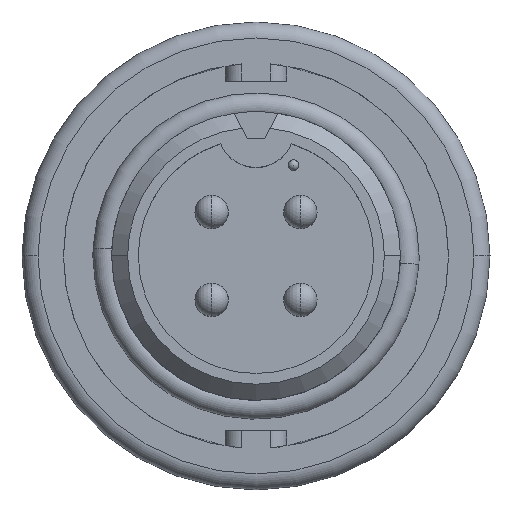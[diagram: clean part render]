
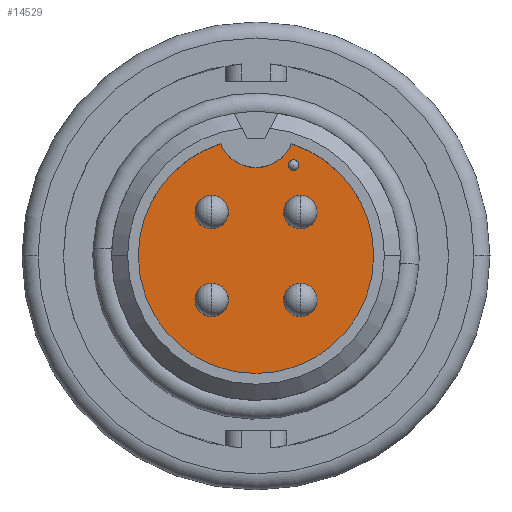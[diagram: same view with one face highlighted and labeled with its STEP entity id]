
A CAD part, top view. The second image highlights one B-rep face of the part: STEP entity #14529.
In plain terms, the highlighted planar face has unit normal (0, 0, 1).
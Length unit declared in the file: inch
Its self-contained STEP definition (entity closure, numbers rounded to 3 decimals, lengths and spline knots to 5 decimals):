
#303 = CIRCLE ( 'NONE', #14448, 0.03125 ) ;
#369 = DIRECTION ( 'NONE',  ( 1., 0., 0. ) ) ;
#475 = ORIENTED_EDGE ( 'NONE', *, *, #14816, .F. ) ;
#635 = AXIS2_PLACEMENT_3D ( 'NONE', #4278, #2071, #13251 ) ;
#788 = VERTEX_POINT ( 'NONE', #10969 ) ;
#976 = AXIS2_PLACEMENT_3D ( 'NONE', #2090, #9806, #369 ) ;
#1034 = CARTESIAN_POINT ( 'NONE',  ( -0.11425, -0.082, -0.274 ) ) ;
#1331 = EDGE_CURVE ( 'NONE', #16146, #4705, #11532, .T. ) ;
#1608 = EDGE_CURVE ( 'NONE', #21739, #17723, #15050, .T. ) ;
#1696 = VERTEX_POINT ( 'NONE', #12647 ) ;
#2071 = DIRECTION ( 'NONE',  ( 0., 0., 1. ) ) ;
#2090 = CARTESIAN_POINT ( 'NONE',  ( 0.083, -0.082, -0.274 ) ) ;
#2486 = DIRECTION ( 'NONE',  ( 0., 0., 1. ) ) ;
#2811 = CARTESIAN_POINT ( 'NONE',  ( 0., 0., -0.274 ) ) ;
#2842 = DIRECTION ( 'NONE',  ( 1., 0., 0. ) ) ;
#2971 = CARTESIAN_POINT ( 'NONE',  ( -0.083, 0.082, -0.274 ) ) ;
#2983 = AXIS2_PLACEMENT_3D ( 'NONE', #12166, #17822, #2842 ) ;
#3215 = DIRECTION ( 'NONE',  ( 0., 0., 1. ) ) ;
#3463 = EDGE_CURVE ( 'NONE', #4705, #16146, #3907, .T. ) ;
#3608 = DIRECTION ( 'NONE',  ( 1., 0., 0. ) ) ;
#3907 = CIRCLE ( 'NONE', #7033, 0.03125 ) ;
#4094 = CARTESIAN_POINT ( 'NONE',  ( 0.07, 0.17, -0.274 ) ) ;
#4124 = AXIS2_PLACEMENT_3D ( 'NONE', #4094, #9725, #7881 ) ;
#4278 = CARTESIAN_POINT ( 'NONE',  ( 0., 0., -0.274 ) ) ;
#4281 = DIRECTION ( 'NONE',  ( 0., 0., -1. ) ) ;
#4512 = ORIENTED_EDGE ( 'NONE', *, *, #3463, .F. ) ;
#4527 = CIRCLE ( 'NONE', #4124, 0.01 ) ;
#4535 = FACE_BOUND ( 'NONE', #16637, .T. ) ;
#4659 = FACE_BOUND ( 'NONE', #13345, .T. ) ;
#4705 = VERTEX_POINT ( 'NONE', #6055 ) ;
#5088 = VERTEX_POINT ( 'NONE', #1034 ) ;
#5267 = DIRECTION ( 'NONE',  ( 0., 0., 1. ) ) ;
#5391 = CARTESIAN_POINT ( 'NONE',  ( 0., 0., -0.274 ) ) ;
#5501 = EDGE_CURVE ( 'NONE', #21739, #23461, #12846, .T. ) ;
#5875 = ORIENTED_EDGE ( 'NONE', *, *, #21427, .F. ) ;
#5888 = DIRECTION ( 'NONE',  ( -1., 0., 0. ) ) ;
#5935 = AXIS2_PLACEMENT_3D ( 'NONE', #10600, #17987, #12457 ) ;
#6055 = CARTESIAN_POINT ( 'NONE',  ( 0.05175, -0.082, -0.274 ) ) ;
#6352 = DIRECTION ( 'NONE',  ( -1., 0., 0. ) ) ;
#6529 = AXIS2_PLACEMENT_3D ( 'NONE', #2971, #2486, #21503 ) ;
#6715 = CIRCLE ( 'NONE', #23977, 0.03125 ) ;
#6737 = EDGE_CURVE ( 'NONE', #9973, #18013, #303, .T. ) ;
#6738 = CARTESIAN_POINT ( 'NONE',  ( 0., 0., -0.274 ) ) ;
#6868 = CIRCLE ( 'NONE', #635, 0.22 ) ;
#6873 = CARTESIAN_POINT ( 'NONE',  ( 0.083, 0.082, -0.274 ) ) ;
#7033 = AXIS2_PLACEMENT_3D ( 'NONE', #23776, #20224, #10527 ) ;
#7117 = ORIENTED_EDGE ( 'NONE', *, *, #21463, .F. ) ;
#7139 = EDGE_LOOP ( 'NONE', ( #8147, #17983 ) ) ;
#7234 = EDGE_CURVE ( 'NONE', #18013, #9973, #7685, .T. ) ;
#7685 = CIRCLE ( 'NONE', #6529, 0.03125 ) ;
#7881 = DIRECTION ( 'NONE',  ( -1., 0., 0. ) ) ;
#8147 = ORIENTED_EDGE ( 'NONE', *, *, #14194, .F. ) ;
#8172 = ORIENTED_EDGE ( 'NONE', *, *, #1331, .F. ) ;
#8195 = FACE_OUTER_BOUND ( 'NONE', #11404, .T. ) ;
#8390 = DIRECTION ( 'NONE',  ( 1., 0., 0. ) ) ;
#8470 = DIRECTION ( 'NONE',  ( 1., 0., 0. ) ) ;
#8814 = DIRECTION ( 'NONE',  ( 0., 0., 1. ) ) ;
#8950 = VERTEX_POINT ( 'NONE', #17558 ) ;
#9661 = ORIENTED_EDGE ( 'NONE', *, *, #15715, .T. ) ;
#9725 = DIRECTION ( 'NONE',  ( 0., 0., 1. ) ) ;
#9806 = DIRECTION ( 'NONE',  ( 0., 0., 1. ) ) ;
#9885 = CIRCLE ( 'NONE', #12255, 0.22 ) ;
#9973 = VERTEX_POINT ( 'NONE', #16946 ) ;
#10095 = ORIENTED_EDGE ( 'NONE', *, *, #6737, .F. ) ;
#10239 = DIRECTION ( 'NONE',  ( 0., 0., 1. ) ) ;
#10384 = VERTEX_POINT ( 'NONE', #10427 ) ;
#10427 = CARTESIAN_POINT ( 'NONE',  ( 0.22, 0., -0.274 ) ) ;
#10527 = DIRECTION ( 'NONE',  ( 1., 0., 0. ) ) ;
#10556 = DIRECTION ( 'NONE',  ( 0., 0., 1. ) ) ;
#10600 = CARTESIAN_POINT ( 'NONE',  ( 0.07, 0.17, -0.274 ) ) ;
#10969 = CARTESIAN_POINT ( 'NONE',  ( 0.06, 0.17, -0.274 ) ) ;
#11327 = CARTESIAN_POINT ( 'NONE',  ( -0.22, 0., -0.274 ) ) ;
#11404 = EDGE_LOOP ( 'NONE', ( #18637, #9661, #19667, #13141 ) ) ;
#11532 = CIRCLE ( 'NONE', #976, 0.03125 ) ;
#11767 = PLANE ( 'NONE',  #18883 ) ;
#12018 = FACE_BOUND ( 'NONE', #20645, .T. ) ;
#12166 = CARTESIAN_POINT ( 'NONE',  ( -0.083, -0.082, -0.274 ) ) ;
#12206 = VERTEX_POINT ( 'NONE', #14243 ) ;
#12255 = AXIS2_PLACEMENT_3D ( 'NONE', #5391, #5267, #12517 ) ;
#12457 = DIRECTION ( 'NONE',  ( -1., 0., 0. ) ) ;
#12517 = DIRECTION ( 'NONE',  ( 1., 0., 0. ) ) ;
#12647 = CARTESIAN_POINT ( 'NONE',  ( -0.05175, -0.082, -0.274 ) ) ;
#12783 = CIRCLE ( 'NONE', #15125, 0.03125 ) ;
#12846 = CIRCLE ( 'NONE', #19499, 0.072 ) ;
#12936 = DIRECTION ( 'NONE',  ( 0., 0., 1. ) ) ;
#13141 = ORIENTED_EDGE ( 'NONE', *, *, #5501, .F. ) ;
#13251 = DIRECTION ( 'NONE',  ( 1., 0., 0. ) ) ;
#13345 = EDGE_LOOP ( 'NONE', ( #16474, #10095 ) ) ;
#14194 = EDGE_CURVE ( 'NONE', #8950, #12206, #16920, .T. ) ;
#14243 = CARTESIAN_POINT ( 'NONE',  ( 0.05175, 0.082, -0.274 ) ) ;
#14259 = DIRECTION ( 'NONE',  ( 1., 0., 0. ) ) ;
#14406 = DIRECTION ( 'NONE',  ( 1., 0., 0. ) ) ;
#14409 = EDGE_CURVE ( 'NONE', #12206, #8950, #6715, .T. ) ;
#14448 = AXIS2_PLACEMENT_3D ( 'NONE', #23495, #10239, #8390 ) ;
#14529 = ADVANCED_FACE ( 'NONE', ( #8195, #4535, #15703, #23183, #12018, #4659 ), #11767, .F. ) ;
#14816 = EDGE_CURVE ( 'NONE', #788, #18281, #23996, .T. ) ;
#15050 = CIRCLE ( 'NONE', #22471, 0.22 ) ;
#15125 = AXIS2_PLACEMENT_3D ( 'NONE', #23338, #10556, #8470 ) ;
#15365 = CARTESIAN_POINT ( 'NONE',  ( 0., 0.23731, -0.274 ) ) ;
#15374 = CARTESIAN_POINT ( 'NONE',  ( 0.0665, 0.20971, -0.274 ) ) ;
#15703 = FACE_BOUND ( 'NONE', #17746, .T. ) ;
#15715 = EDGE_CURVE ( 'NONE', #17723, #10384, #9885, .T. ) ;
#16146 = VERTEX_POINT ( 'NONE', #18447 ) ;
#16474 = ORIENTED_EDGE ( 'NONE', *, *, #7234, .F. ) ;
#16637 = EDGE_LOOP ( 'NONE', ( #475, #19592 ) ) ;
#16920 = CIRCLE ( 'NONE', #21234, 0.03125 ) ;
#16946 = CARTESIAN_POINT ( 'NONE',  ( -0.11425, 0.082, -0.274 ) ) ;
#17043 = CARTESIAN_POINT ( 'NONE',  ( 0.08, 0.17, -0.274 ) ) ;
#17558 = CARTESIAN_POINT ( 'NONE',  ( 0.11425, 0.082, -0.274 ) ) ;
#17723 = VERTEX_POINT ( 'NONE', #11327 ) ;
#17746 = EDGE_LOOP ( 'NONE', ( #7117, #5875 ) ) ;
#17822 = DIRECTION ( 'NONE',  ( 0., 0., 1. ) ) ;
#17983 = ORIENTED_EDGE ( 'NONE', *, *, #14409, .F. ) ;
#17987 = DIRECTION ( 'NONE',  ( 0., 0., 1. ) ) ;
#18013 = VERTEX_POINT ( 'NONE', #22324 ) ;
#18281 = VERTEX_POINT ( 'NONE', #17043 ) ;
#18447 = CARTESIAN_POINT ( 'NONE',  ( 0.11425, -0.082, -0.274 ) ) ;
#18637 = ORIENTED_EDGE ( 'NONE', *, *, #1608, .T. ) ;
#18883 = AXIS2_PLACEMENT_3D ( 'NONE', #2811, #4281, #6352 ) ;
#19408 = DIRECTION ( 'NONE',  ( 0., 0., 1. ) ) ;
#19499 = AXIS2_PLACEMENT_3D ( 'NONE', #15365, #19408, #5888 ) ;
#19592 = ORIENTED_EDGE ( 'NONE', *, *, #20900, .F. ) ;
#19667 = ORIENTED_EDGE ( 'NONE', *, *, #21597, .T. ) ;
#19828 = CIRCLE ( 'NONE', #2983, 0.03125 ) ;
#20224 = DIRECTION ( 'NONE',  ( 0., 0., 1. ) ) ;
#20645 = EDGE_LOOP ( 'NONE', ( #8172, #4512 ) ) ;
#20900 = EDGE_CURVE ( 'NONE', #18281, #788, #4527, .T. ) ;
#21234 = AXIS2_PLACEMENT_3D ( 'NONE', #24086, #12936, #3608 ) ;
#21427 = EDGE_CURVE ( 'NONE', #5088, #1696, #12783, .T. ) ;
#21463 = EDGE_CURVE ( 'NONE', #1696, #5088, #19828, .T. ) ;
#21503 = DIRECTION ( 'NONE',  ( 1., 0., 0. ) ) ;
#21597 = EDGE_CURVE ( 'NONE', #10384, #23461, #6868, .T. ) ;
#21739 = VERTEX_POINT ( 'NONE', #22554 ) ;
#22324 = CARTESIAN_POINT ( 'NONE',  ( -0.05175, 0.082, -0.274 ) ) ;
#22471 = AXIS2_PLACEMENT_3D ( 'NONE', #6738, #8814, #14259 ) ;
#22554 = CARTESIAN_POINT ( 'NONE',  ( -0.0665, 0.20971, -0.274 ) ) ;
#23183 = FACE_BOUND ( 'NONE', #7139, .T. ) ;
#23338 = CARTESIAN_POINT ( 'NONE',  ( -0.083, -0.082, -0.274 ) ) ;
#23461 = VERTEX_POINT ( 'NONE', #15374 ) ;
#23495 = CARTESIAN_POINT ( 'NONE',  ( -0.083, 0.082, -0.274 ) ) ;
#23776 = CARTESIAN_POINT ( 'NONE',  ( 0.083, -0.082, -0.274 ) ) ;
#23977 = AXIS2_PLACEMENT_3D ( 'NONE', #6873, #3215, #14406 ) ;
#23996 = CIRCLE ( 'NONE', #5935, 0.01 ) ;
#24086 = CARTESIAN_POINT ( 'NONE',  ( 0.083, 0.082, -0.274 ) ) ;
